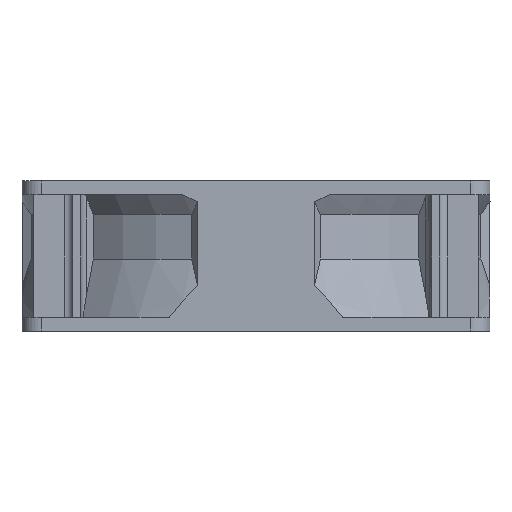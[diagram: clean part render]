
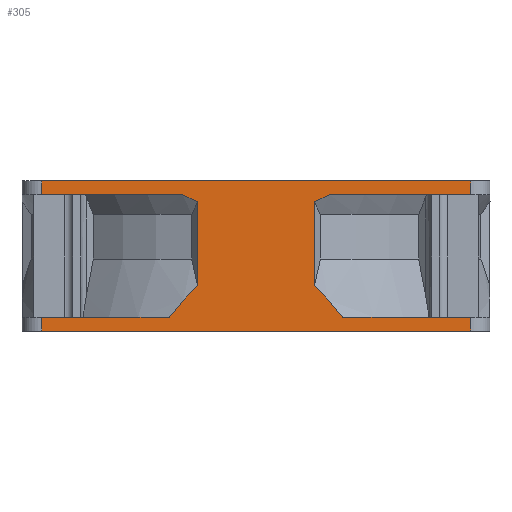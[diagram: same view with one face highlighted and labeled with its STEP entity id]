
A CAD part, front view. The second image highlights one B-rep face of the part: STEP entity #305.
In plain terms, the highlighted planar face has unit normal (0, -1, 0).
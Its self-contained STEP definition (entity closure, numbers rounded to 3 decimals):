
#84 = EDGE_CURVE ( 'NONE', #9540, #8937, #4796, .T. ) ;
#85 = ORIENTED_EDGE ( 'NONE', *, *, #1768, .T. ) ;
#158 = DIRECTION ( 'NONE',  ( 1., 0., 0. ) ) ;
#166 = VECTOR ( 'NONE', #4034, 1000. ) ;
#272 = LINE ( 'NONE', #4422, #6114 ) ;
#305 = ADVANCED_FACE ( 'NONE', ( #3306 ), #8356, .T. ) ;
#424 = LINE ( 'NONE', #10172, #7516 ) ;
#577 = EDGE_CURVE ( 'NONE', #8861, #7579, #3690, .T. ) ;
#644 = CARTESIAN_POINT ( 'NONE',  ( -22.271, -60., 3.55 ) ) ;
#720 = CARTESIAN_POINT ( 'NONE',  ( 55., -60., 38.5 ) ) ;
#722 = CARTESIAN_POINT ( 'NONE',  ( -55., -60., 34.95 ) ) ;
#763 = DIRECTION ( 'NONE',  ( 0., 0., 1. ) ) ;
#764 = CARTESIAN_POINT ( 'NONE',  ( 22.271, -60., 3.55 ) ) ;
#844 = DIRECTION ( 'NONE',  ( 0., 0., -1. ) ) ;
#882 = VECTOR ( 'NONE', #7092, 1000. ) ;
#906 = LINE ( 'NONE', #3179, #9125 ) ;
#1009 = VERTEX_POINT ( 'NONE', #2979 ) ;
#1090 = CARTESIAN_POINT ( 'NONE',  ( 15.422, -60., 33.328 ) ) ;
#1182 = EDGE_CURVE ( 'NONE', #8676, #8375, #8892, .T. ) ;
#1199 = LINE ( 'NONE', #8717, #10135 ) ;
#1393 = VERTEX_POINT ( 'NONE', #720 ) ;
#1468 = CARTESIAN_POINT ( 'NONE',  ( -17.382, -60., 9.431 ) ) ;
#1493 = AXIS2_PLACEMENT_3D ( 'NONE', #5345, #7974, #7201 ) ;
#1714 = B_SPLINE_CURVE_WITH_KNOTS ( 'NONE', 3,
 ( #4850, #9573, #4091, #7919 ),
 .UNSPECIFIED., .F., .F.,
 ( 4, 4 ),
 ( 0., 1. ),
 .UNSPECIFIED. ) ;
#1763 = CARTESIAN_POINT ( 'NONE',  ( 22.271, -60., 3.55 ) ) ;
#1768 = EDGE_CURVE ( 'NONE', #7378, #2083, #9882, .T. ) ;
#2032 = ORIENTED_EDGE ( 'NONE', *, *, #9499, .T. ) ;
#2041 = LINE ( 'NONE', #8922, #6515 ) ;
#2083 = VERTEX_POINT ( 'NONE', #5585 ) ;
#2257 = CARTESIAN_POINT ( 'NONE',  ( 15., -60., 33.15 ) ) ;
#2634 = CARTESIAN_POINT ( 'NONE',  ( 55., -60., 0. ) ) ;
#2640 = ORIENTED_EDGE ( 'NONE', *, *, #7373, .F. ) ;
#2643 = B_SPLINE_CURVE_WITH_KNOTS ( 'NONE', 3,
 ( #3027, #1468, #7097, #644 ),
 .UNSPECIFIED., .F., .F.,
 ( 4, 4 ),
 ( 0., 1. ),
 .UNSPECIFIED. ) ;
#2764 = CARTESIAN_POINT ( 'NONE',  ( 15., -60., 11.588 ) ) ;
#2794 = LINE ( 'NONE', #2764, #7644 ) ;
#2846 = ORIENTED_EDGE ( 'NONE', *, *, #84, .T. ) ;
#2979 = CARTESIAN_POINT ( 'NONE',  ( -15., -60., 11.588 ) ) ;
#2996 = EDGE_CURVE ( 'NONE', #1393, #10133, #906, .T. ) ;
#3027 = CARTESIAN_POINT ( 'NONE',  ( -15., -60., 11.588 ) ) ;
#3087 = CARTESIAN_POINT ( 'NONE',  ( -55., -60., 34.95 ) ) ;
#3092 = CARTESIAN_POINT ( 'NONE',  ( -55., -60., 38.5 ) ) ;
#3179 = CARTESIAN_POINT ( 'NONE',  ( 55., -60., 38.5 ) ) ;
#3306 = FACE_OUTER_BOUND ( 'NONE', #3624, .T. ) ;
#3484 = CARTESIAN_POINT ( 'NONE',  ( 18.399, -60., 34.727 ) ) ;
#3624 = EDGE_LOOP ( 'NONE', ( #7452, #2640, #8033, #6667, #9527, #6197, #9305, #2032, #6283, #6144, #85, #9957, #5797, #9970, #3906, #2846 ) ) ;
#3667 = EDGE_CURVE ( 'NONE', #8375, #9721, #3768, .T. ) ;
#3690 = LINE ( 'NONE', #4291, #10251 ) ;
#3768 = LINE ( 'NONE', #5586, #10113 ) ;
#3831 = DIRECTION ( 'NONE',  ( -1., 0., 0. ) ) ;
#3906 = ORIENTED_EDGE ( 'NONE', *, *, #8190, .T. ) ;
#3948 = CARTESIAN_POINT ( 'NONE',  ( 19.806, -60., 6.752 ) ) ;
#3956 = CARTESIAN_POINT ( 'NONE',  ( -55., -60., 3.55 ) ) ;
#4034 = DIRECTION ( 'NONE',  ( 0., 0., -1. ) ) ;
#4091 = CARTESIAN_POINT ( 'NONE',  ( -16.266, -60., 33.682 ) ) ;
#4291 = CARTESIAN_POINT ( 'NONE',  ( 55., -60., 0. ) ) ;
#4422 = CARTESIAN_POINT ( 'NONE',  ( 55., -60., 3.55 ) ) ;
#4460 = VERTEX_POINT ( 'NONE', #8389 ) ;
#4679 = VERTEX_POINT ( 'NONE', #1763 ) ;
#4690 = DIRECTION ( 'NONE',  ( 1., 0., 0. ) ) ;
#4796 = LINE ( 'NONE', #3087, #7568 ) ;
#4850 = CARTESIAN_POINT ( 'NONE',  ( -18.829, -60., 34.95 ) ) ;
#5036 = CARTESIAN_POINT ( 'NONE',  ( 18.829, -60., 34.95 ) ) ;
#5044 = B_SPLINE_CURVE_WITH_KNOTS ( 'NONE', 3,
 ( #764, #3948, #5582, #7959 ),
 .UNSPECIFIED., .F., .F.,
 ( 4, 4 ),
 ( 0., 1. ),
 .UNSPECIFIED. ) ;
#5145 = CARTESIAN_POINT ( 'NONE',  ( -18.829, -60., 34.95 ) ) ;
#5345 = CARTESIAN_POINT ( 'NONE',  ( -60., -60., 0. ) ) ;
#5359 = EDGE_CURVE ( 'NONE', #4679, #6580, #5044, .T. ) ;
#5365 = VERTEX_POINT ( 'NONE', #9166 ) ;
#5414 = EDGE_CURVE ( 'NONE', #5365, #1393, #8086, .T. ) ;
#5582 = CARTESIAN_POINT ( 'NONE',  ( 17.382, -60., 9.431 ) ) ;
#5585 = CARTESIAN_POINT ( 'NONE',  ( 18.829, -60., 34.95 ) ) ;
#5586 = CARTESIAN_POINT ( 'NONE',  ( -55., -60., 3.55 ) ) ;
#5636 = CARTESIAN_POINT ( 'NONE',  ( 15., -60., 11.588 ) ) ;
#5797 = ORIENTED_EDGE ( 'NONE', *, *, #5414, .T. ) ;
#6067 = EDGE_CURVE ( 'NONE', #8937, #4460, #1714, .T. ) ;
#6114 = VECTOR ( 'NONE', #9977, 1000. ) ;
#6115 = CARTESIAN_POINT ( 'NONE',  ( -22.271, -60., 3.55 ) ) ;
#6144 = ORIENTED_EDGE ( 'NONE', *, *, #8622, .T. ) ;
#6197 = ORIENTED_EDGE ( 'NONE', *, *, #8065, .T. ) ;
#6283 = ORIENTED_EDGE ( 'NONE', *, *, #5359, .T. ) ;
#6351 = CARTESIAN_POINT ( 'NONE',  ( 55., -60., 34.95 ) ) ;
#6481 = CARTESIAN_POINT ( 'NONE',  ( -55., -60., 0. ) ) ;
#6515 = VECTOR ( 'NONE', #158, 1000. ) ;
#6575 = CARTESIAN_POINT ( 'NONE',  ( 17.543, -60., 34.297 ) ) ;
#6580 = VERTEX_POINT ( 'NONE', #5636 ) ;
#6607 = CARTESIAN_POINT ( 'NONE',  ( 15., -60., 33.15 ) ) ;
#6648 = CARTESIAN_POINT ( 'NONE',  ( 16.269, -60., 33.698 ) ) ;
#6667 = ORIENTED_EDGE ( 'NONE', *, *, #1182, .T. ) ;
#6690 = CARTESIAN_POINT ( 'NONE',  ( 55., -60., 3.55 ) ) ;
#7010 = CARTESIAN_POINT ( 'NONE',  ( -22.271, -60., 3.55 ) ) ;
#7028 = VECTOR ( 'NONE', #3831, 1000. ) ;
#7092 = DIRECTION ( 'NONE',  ( 0., 0., 1. ) ) ;
#7097 = CARTESIAN_POINT ( 'NONE',  ( -19.806, -60., 6.752 ) ) ;
#7201 = DIRECTION ( 'NONE',  ( 0., 0., -1. ) ) ;
#7373 = EDGE_CURVE ( 'NONE', #1009, #4460, #1199, .T. ) ;
#7378 = VERTEX_POINT ( 'NONE', #2257 ) ;
#7452 = ORIENTED_EDGE ( 'NONE', *, *, #6067, .T. ) ;
#7516 = VECTOR ( 'NONE', #8573, 1000. ) ;
#7568 = VECTOR ( 'NONE', #4690, 1000. ) ;
#7579 = VERTEX_POINT ( 'NONE', #6690 ) ;
#7644 = VECTOR ( 'NONE', #10019, 1000. ) ;
#7651 = LINE ( 'NONE', #8955, #166 ) ;
#7919 = CARTESIAN_POINT ( 'NONE',  ( -15., -60., 33.15 ) ) ;
#7959 = CARTESIAN_POINT ( 'NONE',  ( 15., -60., 11.588 ) ) ;
#7974 = DIRECTION ( 'NONE',  ( 0., -1., 0. ) ) ;
#8033 = ORIENTED_EDGE ( 'NONE', *, *, #8247, .T. ) ;
#8065 = EDGE_CURVE ( 'NONE', #9721, #8861, #2041, .T. ) ;
#8086 = LINE ( 'NONE', #6351, #882 ) ;
#8190 = EDGE_CURVE ( 'NONE', #10133, #9540, #7651, .T. ) ;
#8247 = EDGE_CURVE ( 'NONE', #1009, #8676, #2643, .T. ) ;
#8356 = PLANE ( 'NONE',  #1493 ) ;
#8375 = VERTEX_POINT ( 'NONE', #3956 ) ;
#8389 = CARTESIAN_POINT ( 'NONE',  ( -15., -60., 33.15 ) ) ;
#8573 = DIRECTION ( 'NONE',  ( 1., 0., 0. ) ) ;
#8622 = EDGE_CURVE ( 'NONE', #6580, #7378, #2794, .T. ) ;
#8676 = VERTEX_POINT ( 'NONE', #6115 ) ;
#8717 = CARTESIAN_POINT ( 'NONE',  ( -15., -60., 11.588 ) ) ;
#8861 = VERTEX_POINT ( 'NONE', #2634 ) ;
#8892 = LINE ( 'NONE', #7010, #7028 ) ;
#8922 = CARTESIAN_POINT ( 'NONE',  ( -55., -60., 0. ) ) ;
#8937 = VERTEX_POINT ( 'NONE', #5145 ) ;
#8955 = CARTESIAN_POINT ( 'NONE',  ( -55., -60., 38.5 ) ) ;
#9017 = DIRECTION ( 'NONE',  ( 0., 0., 1. ) ) ;
#9125 = VECTOR ( 'NONE', #9497, 1000. ) ;
#9132 = EDGE_CURVE ( 'NONE', #2083, #5365, #424, .T. ) ;
#9166 = CARTESIAN_POINT ( 'NONE',  ( 55., -60., 34.95 ) ) ;
#9305 = ORIENTED_EDGE ( 'NONE', *, *, #577, .T. ) ;
#9497 = DIRECTION ( 'NONE',  ( -1., 0., 0. ) ) ;
#9499 = EDGE_CURVE ( 'NONE', #7579, #4679, #272, .T. ) ;
#9527 = ORIENTED_EDGE ( 'NONE', *, *, #3667, .T. ) ;
#9540 = VERTEX_POINT ( 'NONE', #722 ) ;
#9573 = CARTESIAN_POINT ( 'NONE',  ( -17.542, -60., 34.282 ) ) ;
#9721 = VERTEX_POINT ( 'NONE', #6481 ) ;
#9882 = B_SPLINE_CURVE_WITH_KNOTS ( 'NONE', 3,
 ( #6607, #1090, #6648, #6575, #3484, #5036 ),
 .UNSPECIFIED., .F., .F.,
 ( 4, 1, 1, 4 ),
 ( 0., 0.333, 0.667, 1. ),
 .UNSPECIFIED. ) ;
#9957 = ORIENTED_EDGE ( 'NONE', *, *, #9132, .T. ) ;
#9970 = ORIENTED_EDGE ( 'NONE', *, *, #2996, .T. ) ;
#9977 = DIRECTION ( 'NONE',  ( -1., 0., 0. ) ) ;
#10019 = DIRECTION ( 'NONE',  ( 0., 0., 1. ) ) ;
#10113 = VECTOR ( 'NONE', #844, 1000. ) ;
#10133 = VERTEX_POINT ( 'NONE', #3092 ) ;
#10135 = VECTOR ( 'NONE', #763, 1000. ) ;
#10172 = CARTESIAN_POINT ( 'NONE',  ( 18.829, -60., 34.95 ) ) ;
#10251 = VECTOR ( 'NONE', #9017, 1000. ) ;
